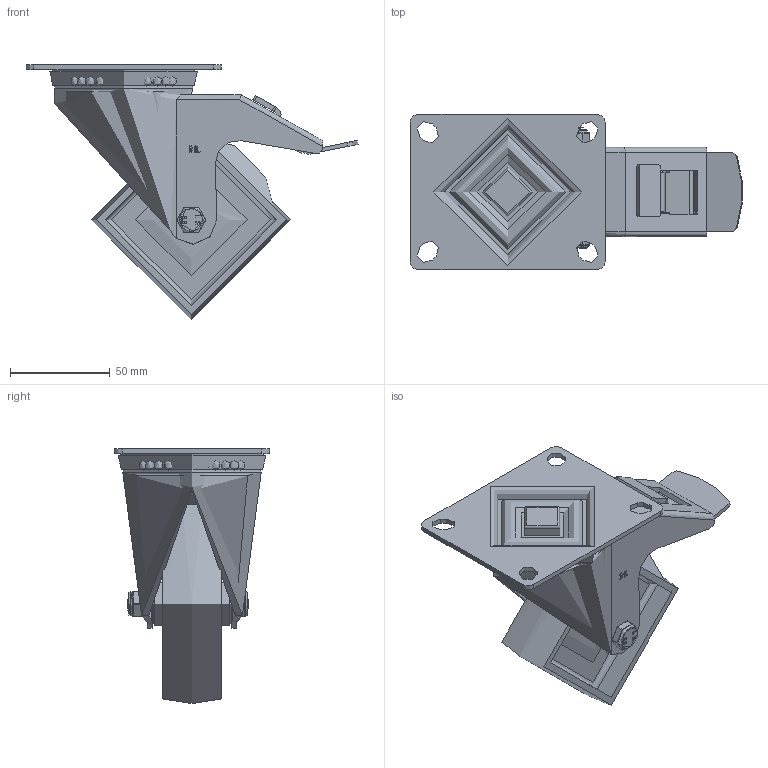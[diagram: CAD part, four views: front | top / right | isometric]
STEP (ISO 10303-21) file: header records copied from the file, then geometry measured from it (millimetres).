
FILE_DESCRIPTION(/* description */ (''),/* implementation_level */ '2;1');
FILE_NAME(/* name */ 'BZGMM100NYSWB.step',/* time_stamp */ '2024-05-28T10:24:38+01:00',/* author */ (''),/* organization */ (''),/* preprocessor_version */ 'ST-DEVELOPER v20',/* originating_system */ 'Autodesk Translation Framework v13.14.0.145',/* authorisation */ '');
FILE_SCHEMA (('AUTOMOTIVE_DESIGN { 1 0 10303 214 3 1 1 }'));
Length unit declared in the file: millimetre
Products named in the file (20): BZGMM100NYSWB; BZGMM100ASSWB - 2 v1; ZINC PLATED, PRESSED STEEL FORKS; BRAKE PAD; BEARING SEAL; ZINC PLATED, PRESSED STEEL BRAKE PEDAL; ZINC PLATED, PRESSED STEEL TOP PLATE; ZINC PLATED, PRESSED STEEL TOP PLATE Geometry; Pattern; Component2; BZMM100WNY v1; NYLON WHEEL; TUBEM12X40 v1; ZINC PLATED STEEL TUBE; HEXBOLTM8X55Z8.8 v2; GRADE 8.8 ZINC PLATED BOLT; NYLOCM8Z v1; NYLOC NUT; NUT; RUBBER
Assembly tree (46 placements, depth 5):
  BZGMM100NYSWB
    BZGMM100ASSWB - 2 v1
      ZINC PLATED, PRESSED STEEL FORKS
      BRAKE PAD
      BEARING SEAL
      ZINC PLATED, PRESSED STEEL BRAKE PEDAL
      ZINC PLATED, PRESSED STEEL TOP PLATE
        ZINC PLATED, PRESSED STEEL TOP PLATE Geometry
        Pattern
          Component2  x28
    BZMM100WNY v1
      NYLON WHEEL
    TUBEM12X40 v1
      ZINC PLATED STEEL TUBE
    HEXBOLTM8X55Z8.8 v2
      GRADE 8.8 ZINC PLATED BOLT
    NYLOCM8Z v1
      NYLOC NUT
        NUT
        RUBBER
Bounding box: 166.69 x 78 x 128 mm (x, y, z)
Volume: 188608.8 mm3; surface area: 111522.8 mm2
Topology: 38 solids, 38 shells, 467 faces, 1162 edges, 738 vertices
Faces by surface type: plane 188, cylinder 161, sphere 52, bspline 41, torus 18, cone 7
Full cylindrical faces by diameter (mm): 0.664 x2, 6.446 x7, 7.866 x13, 8 x3, 8.2 x2, 8.4 x1, 8.6 x2, 11.5 x1, 11.9 x1, 12.1 x1, 12.4 x1, 21.5 x2, 25 x2, 26 x1, 30 x2, 47 x1, 64.5 x1, 69.5 x1, 86 x2
Entity records: 19554 total; most frequent: CARTESIAN_POINT 8639, ORIENTED_EDGE 2146, DIRECTION 2141, EDGE_CURVE 1073, AXIS2_PLACEMENT_3D 785, VERTEX_POINT 684, LINE 571, VECTOR 571
